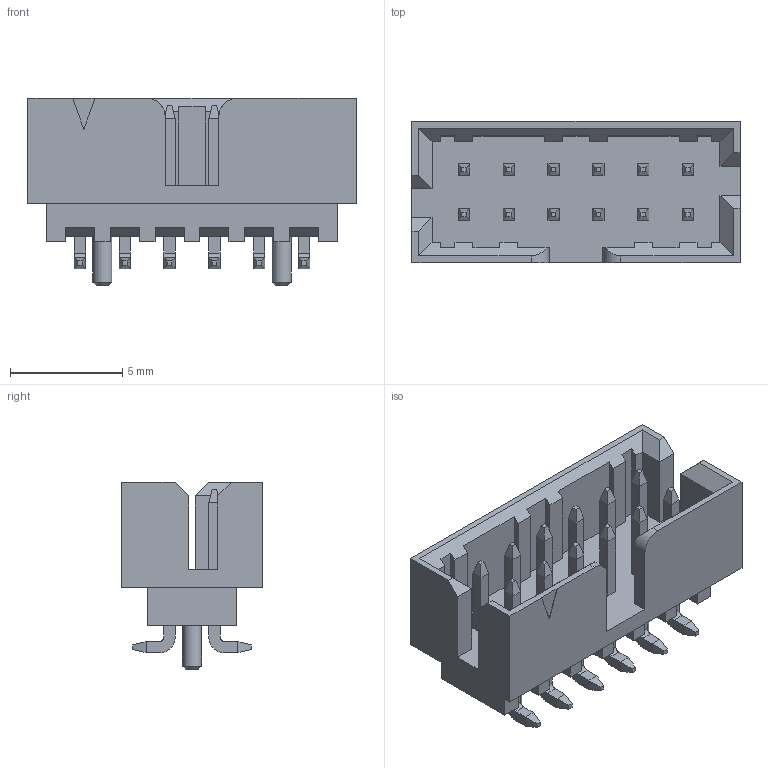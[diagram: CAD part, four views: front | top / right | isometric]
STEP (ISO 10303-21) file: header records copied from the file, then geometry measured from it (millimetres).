
FILE_DESCRIPTION(/* description */ (''),/* implementation_level */ '2;1');
FILE_NAME(/* name */ 'MOLEX_87832-1220.stp',/* time_stamp */ '2017-08-28T09:07:25+02:00',/* author */ ('jchouvet'),/* organization */ (''),/* preprocessor_version */ 'ST-DEVELOPER v16.1',/* originating_system */ 'AutoCAD Mechanical',/* authorisation */ '');
FILE_SCHEMA (('AUTOMOTIVE_DESIGN { 1 0 10303 214 3 1 1 }'));
Length unit declared in the file: millimetre
Products named in the file (1): Product
Bounding box: 14.65 x 6.3 x 8.35 mm (x, y, z)
Volume: 268.2 mm3; surface area: 734.5 mm2
Topology: 27 solids, 27 shells, 431 faces, 1022 edges, 646 vertices
Faces by surface type: plane 401, cylinder 28, cone 2
Full cylindrical faces by diameter (mm): 0.85 x2
Entity records: 12068 total; most frequent: CARTESIAN_POINT 2096, ORIENTED_EDGE 2036, DIRECTION 1942, EDGE_CURVE 1018, LINE 958, VECTOR 958, VERTEX_POINT 646, AXIS2_PLACEMENT_3D 492
